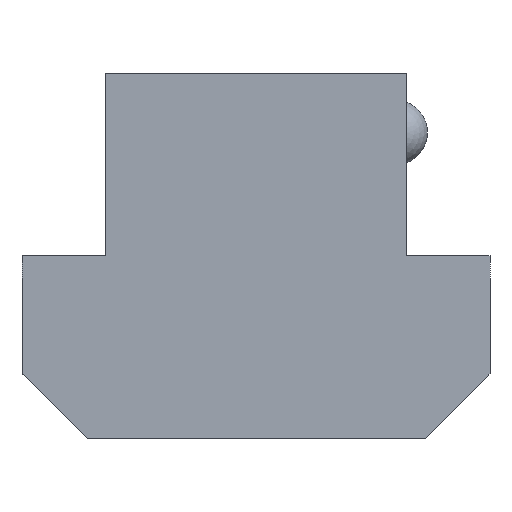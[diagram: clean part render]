
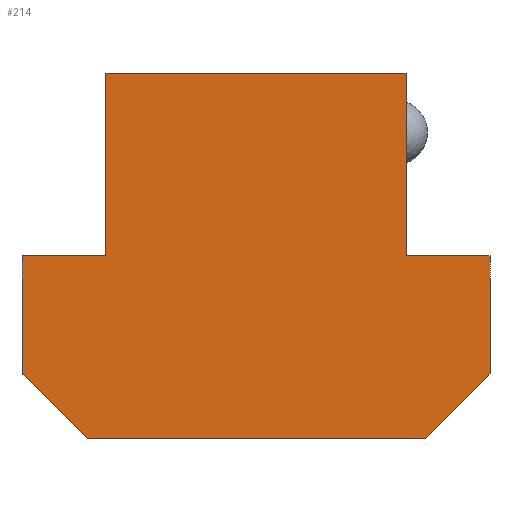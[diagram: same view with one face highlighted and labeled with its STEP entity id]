
A CAD part, front view. The second image highlights one B-rep face of the part: STEP entity #214.
In plain terms, the highlighted planar face has unit normal (0, -1, 0).
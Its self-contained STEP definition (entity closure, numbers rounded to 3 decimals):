
#126=VERTEX_POINT('',#322);
#128=EDGE_CURVE('',#280,#126,#324,.T.);
#134=EDGE_CURVE('',#164,#148,#330,.T.);
#148=VERTEX_POINT('',#348);
#154=EDGE_CURVE('',#126,#168,#354,.T.);
#160=EDGE_CURVE('',#192,#164,#360,.T.);
#164=VERTEX_POINT('',#365);
#168=VERTEX_POINT('',#370);
#180=EDGE_CURVE('',#216,#192,#382,.T.);
#192=VERTEX_POINT('',#395);
#208=EDGE_CURVE('',#264,#216,#412,.T.);
#214=ADVANCED_FACE('',(#418),#419,.T.);
#216=VERTEX_POINT('',#421);
#228=EDGE_CURVE('',#240,#252,#436,.T.);
#234=EDGE_CURVE('',#168,#240,#442,.T.);
#240=VERTEX_POINT('',#449);
#242=EDGE_CURVE('',#252,#264,#451,.T.);
#252=VERTEX_POINT('',#461);
#264=VERTEX_POINT('',#474);
#274=EDGE_CURVE('',#148,#280,#485,.T.);
#280=VERTEX_POINT('',#491);
#322=CARTESIAN_POINT('',(5.8,-9.,0.));
#324=LINE('',#535,#536);
#330=LINE('',#545,#546);
#348=CARTESIAN_POINT('',(-5.8,-9.,7.));
#354=LINE('',#575,#576);
#360=LINE('',#584,#585);
#365=CARTESIAN_POINT('',(-5.8,-9.,0.));
#370=CARTESIAN_POINT('',(9.,-9.,0.));
#382=LINE('',#615,#616);
#395=CARTESIAN_POINT('',(-9.,-9.,0.));
#412=LINE('',#655,#656);
#418=FACE_OUTER_BOUND('',#664,.T.);
#419=PLANE('',#665);
#421=CARTESIAN_POINT('',(-9.,-9.,-4.5));
#436=LINE('',#689,#690);
#442=LINE('',#697,#698);
#449=CARTESIAN_POINT('',(9.,-9.,-4.5));
#451=LINE('',#710,#711);
#461=CARTESIAN_POINT('',(6.5,-9.,-7.));
#474=CARTESIAN_POINT('',(-6.5,-9.,-7.));
#485=LINE('',#756,#757);
#491=CARTESIAN_POINT('',(5.8,-9.,7.));
#535=CARTESIAN_POINT('',(5.8,-9.,0.));
#536=VECTOR('',#806,1.0);
#545=CARTESIAN_POINT('',(-5.8,-9.,7.));
#546=VECTOR('',#808,1.0);
#575=CARTESIAN_POINT('',(9.,-9.,0.));
#576=VECTOR('',#847,1.0);
#584=CARTESIAN_POINT('',(-5.8,-9.,0.));
#585=VECTOR('',#851,1.0);
#615=CARTESIAN_POINT('',(-9.,-9.,0.));
#616=VECTOR('',#874,1.0);
#655=CARTESIAN_POINT('',(-9.,-9.,-4.5));
#656=VECTOR('',#893,1.0);
#664=EDGE_LOOP('',(#896,#897,#898,#899,#900,#901,#902,#903,#904,#905));
#665=AXIS2_PLACEMENT_3D('',#906,#907,#908);
#689=CARTESIAN_POINT('',(6.5,-9.,-7.));
#690=VECTOR('',#930,1.0);
#697=CARTESIAN_POINT('',(9.,-9.,-4.5));
#698=VECTOR('',#931,1.0);
#710=CARTESIAN_POINT('',(-6.5,-9.,-7.));
#711=VECTOR('',#941,1.0);
#756=CARTESIAN_POINT('',(5.8,-9.,7.));
#757=VECTOR('',#974,1.0);
#806=DIRECTION('',(0.0,0.,-1.0));
#808=DIRECTION('',(0.0,0.,1.0));
#847=DIRECTION('',(1.0,0.0,0.0));
#851=DIRECTION('',(1.0,0.0,0.0));
#874=DIRECTION('',(0.0,0.,1.0));
#893=DIRECTION('',(-0.707,0.,0.707));
#896=ORIENTED_EDGE('',*,*,#228,.F.);
#897=ORIENTED_EDGE('',*,*,#234,.F.);
#898=ORIENTED_EDGE('',*,*,#154,.F.);
#899=ORIENTED_EDGE('',*,*,#128,.F.);
#900=ORIENTED_EDGE('',*,*,#274,.F.);
#901=ORIENTED_EDGE('',*,*,#134,.F.);
#902=ORIENTED_EDGE('',*,*,#160,.F.);
#903=ORIENTED_EDGE('',*,*,#180,.F.);
#904=ORIENTED_EDGE('',*,*,#208,.F.);
#905=ORIENTED_EDGE('',*,*,#242,.F.);
#906=CARTESIAN_POINT('',(0.0,-9.,-0.355));
#907=DIRECTION('',(0.0,-1.0,0.));
#908=DIRECTION('',(1.0,0.0,0.0));
#930=DIRECTION('',(-0.707,0.,-0.707));
#931=DIRECTION('',(0.0,0.,-1.0));
#941=DIRECTION('',(-1.0,0.0,0.0));
#974=DIRECTION('',(1.0,0.0,0.0));
